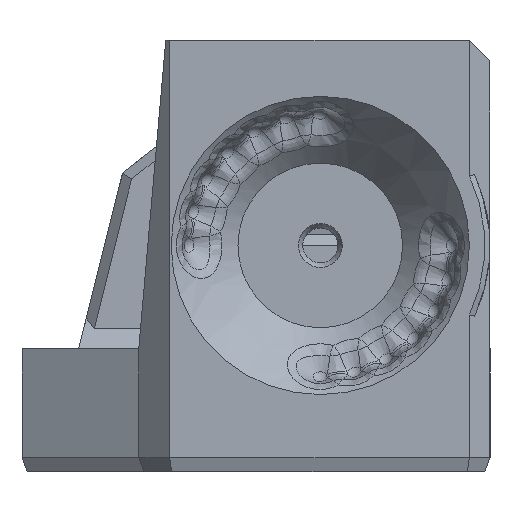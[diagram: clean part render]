
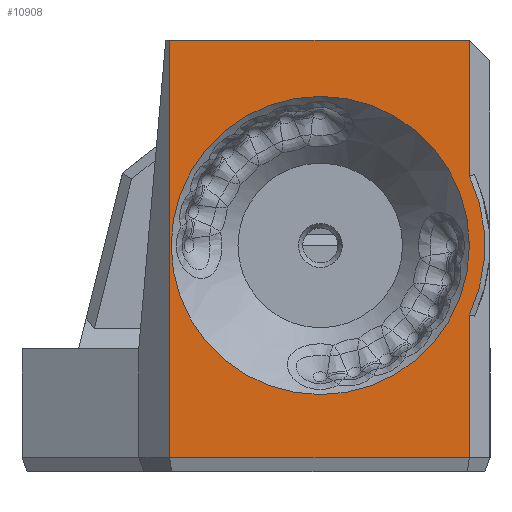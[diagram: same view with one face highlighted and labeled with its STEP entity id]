
A CAD part, left-side view. The second image highlights one B-rep face of the part: STEP entity #10908.
In plain terms, the highlighted planar face has unit normal (-1, 0, 0).
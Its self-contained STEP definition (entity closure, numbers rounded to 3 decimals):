
#267=CIRCLE('',#11620,16.);
#269=CIRCLE('',#11626,14.5);
#736=FACE_BOUND('',#1470,.T.);
#773=FACE_OUTER_BOUND('',#1469,.T.);
#1469=EDGE_LOOP('',(#7418,#7419,#7420,#7421,#7422,#7423));
#1470=EDGE_LOOP('',(#7424));
#2163=LINE('',#15106,#3341);
#2308=LINE('',#15657,#3486);
#2312=LINE('',#15664,#3490);
#2321=LINE('',#15698,#3499);
#2322=LINE('',#15699,#3500);
#3341=VECTOR('',#12386,10.);
#3486=VECTOR('',#12557,10.);
#3490=VECTOR('',#12565,10.);
#3499=VECTOR('',#12588,10.);
#3500=VECTOR('',#12589,10.);
#4515=VERTEX_POINT('',#15098);
#4517=VERTEX_POINT('',#15104);
#4717=VERTEX_POINT('',#15656);
#4718=VERTEX_POINT('',#15663);
#4726=VERTEX_POINT('',#15681);
#4728=VERTEX_POINT('',#15686);
#4731=VERTEX_POINT('',#15700);
#5545=EDGE_CURVE('',#4517,#4515,#2163,.T.);
#5747=EDGE_CURVE('',#4717,#4515,#2308,.T.);
#5751=EDGE_CURVE('',#4717,#4718,#2312,.T.);
#5761=EDGE_CURVE('',#4728,#4726,#267,.T.);
#5766=EDGE_CURVE('',#4517,#4728,#2321,.T.);
#5767=EDGE_CURVE('',#4726,#4718,#2322,.T.);
#5768=EDGE_CURVE('',#4731,#4731,#269,.T.);
#7418=ORIENTED_EDGE('',*,*,#5747,.T.);
#7419=ORIENTED_EDGE('',*,*,#5545,.F.);
#7420=ORIENTED_EDGE('',*,*,#5766,.T.);
#7421=ORIENTED_EDGE('',*,*,#5761,.T.);
#7422=ORIENTED_EDGE('',*,*,#5767,.T.);
#7423=ORIENTED_EDGE('',*,*,#5751,.F.);
#7424=ORIENTED_EDGE('',*,*,#5768,.T.);
#10459=PLANE('',#11625);
#10908=ADVANCED_FACE('',(#773,#736),#10459,.T.);
#11620=AXIS2_PLACEMENT_3D('',#15687,#12576,#12577);
#11625=AXIS2_PLACEMENT_3D('',#15697,#12586,#12587);
#11626=AXIS2_PLACEMENT_3D('',#15701,#12590,#12591);
#12386=DIRECTION('',(0.,1.,0.));
#12557=DIRECTION('',(0.,0.,-1.));
#12565=DIRECTION('',(0.,-1.,0.));
#12576=DIRECTION('center_axis',(-1.,0.,0.));
#12577=DIRECTION('ref_axis',(0.,0.,1.));
#12586=DIRECTION('center_axis',(-1.,0.,0.));
#12587=DIRECTION('ref_axis',(0.,-1.,0.));
#12588=DIRECTION('',(0.,0.,1.));
#12589=DIRECTION('',(0.,0.,1.));
#12590=DIRECTION('center_axis',(1.,0.,0.));
#12591=DIRECTION('ref_axis',(0.,1.,0.));
#15098=CARTESIAN_POINT('',(-45.,-9.35,1.374));
#15104=CARTESIAN_POINT('',(-45.,-38.5,1.374));
#15106=CARTESIAN_POINT('',(-45.,-10.722,1.374));
#15656=CARTESIAN_POINT('',(-45.,-9.35,41.95));
#15657=CARTESIAN_POINT('',(-45.,-9.35,0.));
#15663=CARTESIAN_POINT('',(-45.,-38.5,41.95));
#15664=CARTESIAN_POINT('',(-45.,-38.5,41.95));
#15681=CARTESIAN_POINT('',(-45.,-38.5,28.764));
#15686=CARTESIAN_POINT('',(-45.,-38.5,15.236));
#15687=CARTESIAN_POINT('Origin',(-45.,-24.,22.));
#15697=CARTESIAN_POINT('Origin',(-45.,-2.5,0.));
#15698=CARTESIAN_POINT('',(-45.,-38.5,0.));
#15699=CARTESIAN_POINT('',(-45.,-38.5,0.));
#15700=CARTESIAN_POINT('',(-45.,-38.5,22.));
#15701=CARTESIAN_POINT('Origin',(-45.,-24.,22.));
